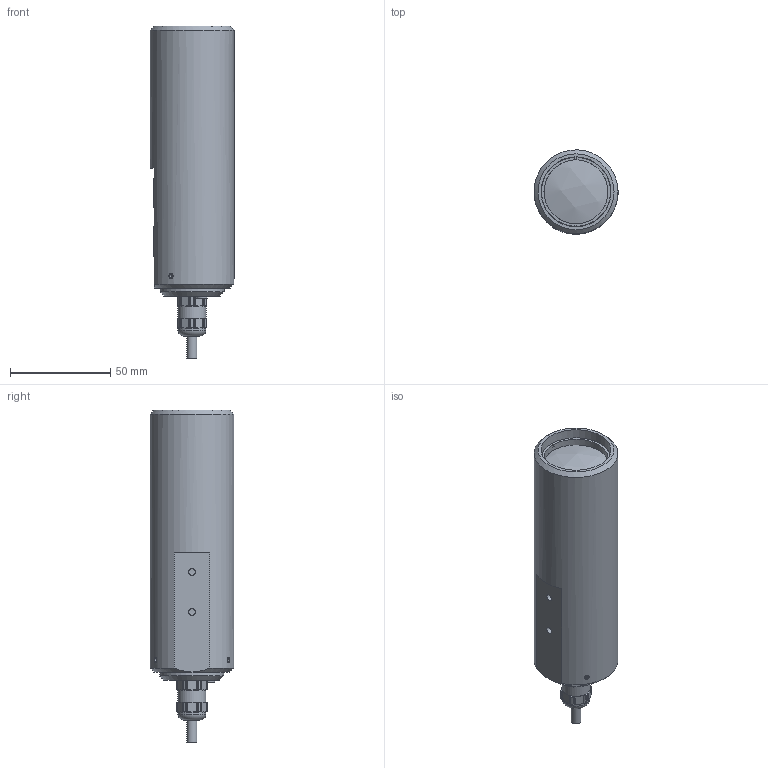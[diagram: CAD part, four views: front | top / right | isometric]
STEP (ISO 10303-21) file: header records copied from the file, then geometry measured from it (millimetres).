
FILE_DESCRIPTION(/* description */ ('>>BEZEICHNUNG<<'),/* implementation_level */ '2;1');
FILE_NAME(/* name */ 'vicolux_TZB30-UDC-EM8.stp',/* time_stamp */ '2015-07-23T09:59:49+02:00',/* author */ ('REGENSPURG'),/* organization */ ('Vision & Control'),/* preprocessor_version */ 'ST-DEVELOPER v15.2',/* originating_system */ 'Autodesk Inventor 2014',/* authorisation */ '');
FILE_SCHEMA (('AUTOMOTIVE_DESIGN { 1 0 10303 214 3 1 1 }'));
Length unit declared in the file: millimetre
Products named in the file (1): vicolux_TZB30-UDC-EM8
Bounding box: 42 x 41.96 x 166 mm (x, y, z)
Volume: 179438 mm3; surface area: 22209.4 mm2
Topology: 1 solids, 1 shells, 194 faces, 489 edges, 310 vertices
Faces by surface type: plane 100, cylinder 53, cone 39, torus 1, sphere 1
Full cylindrical faces by diameter (mm): 2.46 x3, 3.24 x2, 4.134 x2, 5 x1, 5.5 x1, 14 x2, 32 x2, 34.96 x1, 42 x1
Entity records: 6536 total; most frequent: CARTESIAN_POINT 2271, ORIENTED_EDGE 880, DIRECTION 755, EDGE_CURVE 440, AXIS2_PLACEMENT_3D 296, VERTEX_POINT 289, EDGE_LOOP 235, STYLED_ITEM 195
